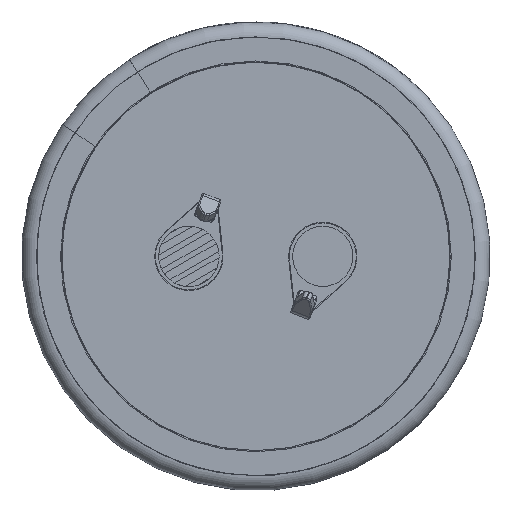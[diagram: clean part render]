
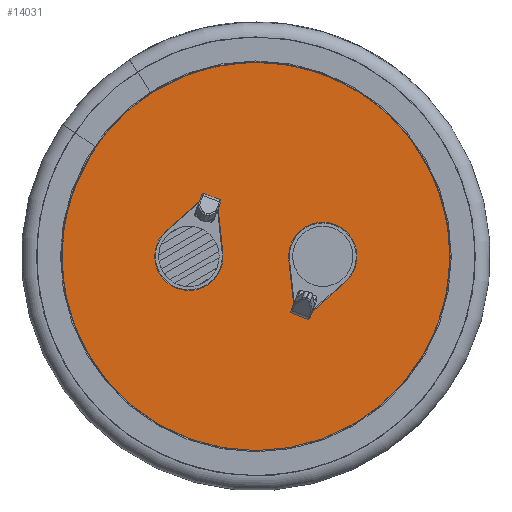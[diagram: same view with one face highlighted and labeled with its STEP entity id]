
A CAD part, front view. The second image highlights one B-rep face of the part: STEP entity #14031.
In plain terms, the highlighted planar face has unit normal (0, -1, 0).
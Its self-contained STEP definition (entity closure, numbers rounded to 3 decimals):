
#868=LINE('',#18113,#1534);
#869=LINE('',#18116,#1535);
#870=LINE('',#18118,#1536);
#871=LINE('',#18121,#1537);
#872=LINE('',#18124,#1538);
#873=LINE('',#18126,#1539);
#1534=VECTOR('',#15662,1000.);
#1535=VECTOR('',#15663,1000.);
#1536=VECTOR('',#15664,1000.);
#1537=VECTOR('',#15667,1000.);
#1538=VECTOR('',#15668,1000.);
#1539=VECTOR('',#15669,1000.);
#2247=ORIENTED_EDGE('',*,*,#5216,.T.);
#2248=ORIENTED_EDGE('',*,*,#5217,.F.);
#2249=ORIENTED_EDGE('',*,*,#5218,.F.);
#2250=ORIENTED_EDGE('',*,*,#5219,.F.);
#2251=ORIENTED_EDGE('',*,*,#5220,.F.);
#2252=ORIENTED_EDGE('',*,*,#5221,.T.);
#2253=ORIENTED_EDGE('',*,*,#5222,.T.);
#2254=ORIENTED_EDGE('',*,*,#5223,.T.);
#2255=ORIENTED_EDGE('',*,*,#5224,.T.);
#5216=EDGE_CURVE('',#6696,#6696,#7633,.T.);
#5217=EDGE_CURVE('',#6697,#6698,#868,.T.);
#5218=EDGE_CURVE('',#6699,#6697,#869,.T.);
#5219=EDGE_CURVE('',#6700,#6699,#870,.T.);
#5220=EDGE_CURVE('',#6698,#6700,#7634,.T.);
#5221=EDGE_CURVE('',#6701,#6702,#871,.T.);
#5222=EDGE_CURVE('',#6702,#6703,#872,.T.);
#5223=EDGE_CURVE('',#6703,#6704,#873,.T.);
#5224=EDGE_CURVE('',#6704,#6701,#7635,.T.);
#6696=VERTEX_POINT('',#18112);
#6697=VERTEX_POINT('',#18114);
#6698=VERTEX_POINT('',#18115);
#6699=VERTEX_POINT('',#18117);
#6700=VERTEX_POINT('',#18119);
#6701=VERTEX_POINT('',#18122);
#6702=VERTEX_POINT('',#18123);
#6703=VERTEX_POINT('',#18125);
#6704=VERTEX_POINT('',#18127);
#7633=CIRCLE('',#14693,14.59);
#7634=CIRCLE('',#14694,2.55);
#7635=CIRCLE('',#14695,2.55);
#8004=EDGE_LOOP('',(#2247));
#8005=EDGE_LOOP('',(#2248,#2249,#2250,#2251));
#8006=EDGE_LOOP('',(#2252,#2253,#2254,#2255));
#8729=FACE_BOUND('',#8004,.T.);
#8730=FACE_BOUND('',#8005,.T.);
#8731=FACE_BOUND('',#8006,.T.);
#9448=PLANE('',#14692);
#14031=ADVANCED_FACE('',(#8729,#8730,#8731),#9448,.T.);
#14692=AXIS2_PLACEMENT_3D('',#18110,#15658,#15659);
#14693=AXIS2_PLACEMENT_3D('',#18111,#15660,#15661);
#14694=AXIS2_PLACEMENT_3D('',#18120,#15665,#15666);
#14695=AXIS2_PLACEMENT_3D('',#18128,#15670,#15671);
#15658=DIRECTION('',(0.,-1.,0.));
#15659=DIRECTION('',(0.,0.,-1.));
#15660=DIRECTION('',(0.,-1.,0.));
#15661=DIRECTION('',(0.,0.,-1.));
#15662=DIRECTION('',(-0.748,0.,-0.664));
#15663=DIRECTION('',(-0.933,0.,0.36));
#15664=DIRECTION('',(-0.108,0.,0.994));
#15665=DIRECTION('',(0.,-1.,0.));
#15666=DIRECTION('',(0.,0.,1.));
#15667=DIRECTION('',(-0.748,0.,-0.664));
#15668=DIRECTION('',(-0.933,0.,0.36));
#15669=DIRECTION('',(-0.108,0.,0.994));
#15670=DIRECTION('',(0.,1.,0.));
#15671=DIRECTION('',(0.,0.,-1.));
#18110=CARTESIAN_POINT('',(0.,0.,0.));
#18111=CARTESIAN_POINT('',(0.,0.,0.));
#18112=CARTESIAN_POINT('',(0.,0.,-14.59));
#18113=CARTESIAN_POINT('',(-4.27,0.,4.059));
#18114=CARTESIAN_POINT('',(-4.27,0.,4.059));
#18115=CARTESIAN_POINT('',(-6.694,0.,1.906));
#18116=CARTESIAN_POINT('',(-2.814,0.,3.497));
#18117=CARTESIAN_POINT('',(-2.814,0.,3.497));
#18118=CARTESIAN_POINT('',(-2.465,0.,0.274));
#18119=CARTESIAN_POINT('',(-2.465,0.,0.274));
#18120=CARTESIAN_POINT('',(-5.,0.,0.));
#18121=CARTESIAN_POINT('',(6.694,0.,-1.906));
#18122=CARTESIAN_POINT('',(6.694,0.,-1.906));
#18123=CARTESIAN_POINT('',(4.27,0.,-4.059));
#18124=CARTESIAN_POINT('',(4.27,0.,-4.059));
#18125=CARTESIAN_POINT('',(2.814,0.,-3.497));
#18126=CARTESIAN_POINT('',(2.814,0.,-3.497));
#18127=CARTESIAN_POINT('',(2.465,0.,-0.274));
#18128=CARTESIAN_POINT('',(5.,0.,0.));
